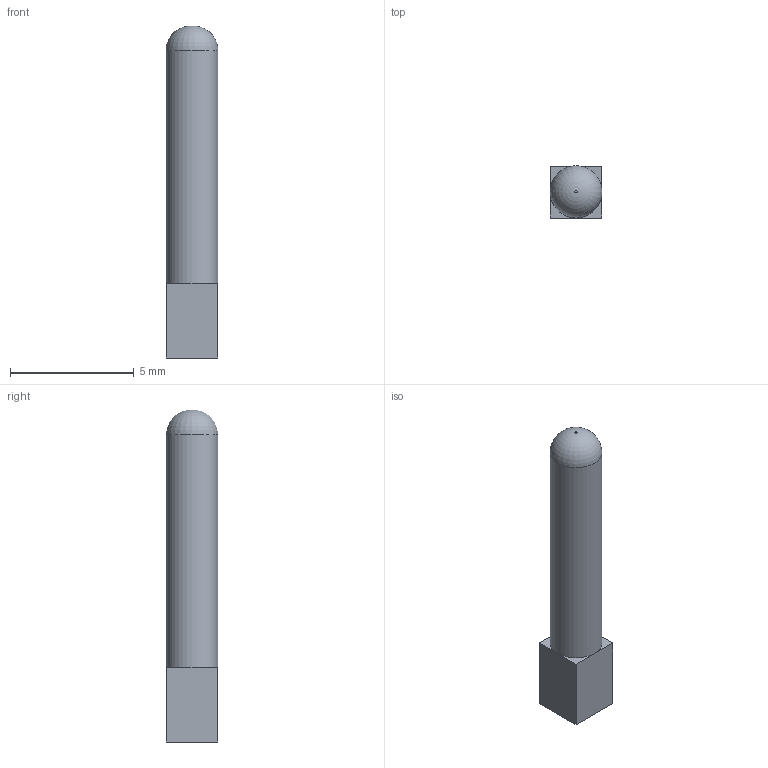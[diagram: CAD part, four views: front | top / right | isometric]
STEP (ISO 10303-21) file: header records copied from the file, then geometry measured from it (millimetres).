
FILE_DESCRIPTION(('HOOPS Exchange Step'),'2;1');
FILE_NAME('reset_stick.stp','2024-12-17T18:38:36+09:00',('masaki'),('Unknown organisation'),'HOOPS Exchange 2024.2','HOOPS Exchange','Unknown authorisation');
FILE_SCHEMA( ('AP203_CONFIGURATION_CONTROLLED_3D_DESIGN_OF_MECHANICAL_PARTS_AND_ASSEMBLIES_MIM_LF') );
Length unit declared in the file: millimetre
Products named in the file (1): Extruded.003
Bounding box: 2.1 x 2.1 x 13.42 mm (x, y, z)
Volume: 48.2 mm3; surface area: 99.5 mm2
Topology: 1 solids, 1 shells, 12 faces, 24 edges, 14 vertices
Faces by surface type: plane 10, cylinder 1, torus 1
Full cylindrical faces by diameter (mm): 2.1 x1
Entity records: 324 total; most frequent: DIRECTION 57, CARTESIAN_POINT 51, ORIENTED_EDGE 48, EDGE_CURVE 24, AXIS2_PLACEMENT_3D 20, VECTOR 17, LINE 17, VERTEX_POINT 14
